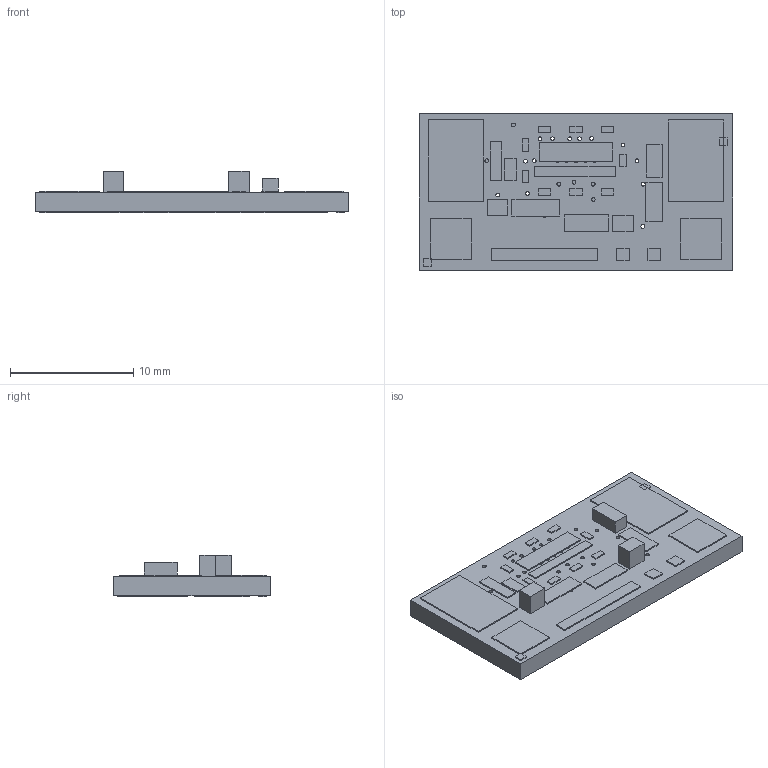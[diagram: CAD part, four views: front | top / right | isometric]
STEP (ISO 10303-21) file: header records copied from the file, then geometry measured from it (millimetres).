
FILE_DESCRIPTION(/* description */ (''),/* implementation_level */ '2;1');
FILE_NAME(/* name */ '4ae2ac61-e854-44fd-8d0e-5610ac9b2bcf.stp',/* time_stamp */ '2022-04-17T10:00:28+00:00',/* author */ (''),/* organization */ (''),/* preprocessor_version */ 'ST-DEVELOPER v18.1',/* originating_system */ 'Autodesk Translation Framework v10.14.0.1471',/* authorisation */ '');
FILE_SCHEMA (('AUTOMOTIVE_DESIGN { 1 0 10303 214 3 1 1 }'));
Length unit declared in the file: millimetre
Products named in the file (31): 4ae2ac61-e854-44fd-8d0e-5610ac9b2bcf; PCB Component; Board; FIDUCIALUFIDUCIAL; 47k; JUMPER-SMT_3_2-NC_TRACE_SILK; Vertical Qwiic Connector; 4.7uF; 1X01_NO_SILK; PWR_LED; RED; VL53L5CX; QWIIC_LOGO_CONNECTOR; #7063; #7064; PWR12; STAND-OFF; #7067; #7068; #7069; VL53L5CX0; TOF1; IMAGER2; #7073; #7074; SFE_LOGO_NAME6_MM; SFE_LOGO_NAME_FLAME8_MM; VL53L5CX_0; 1X04_NO_SILK; #7079; #7080
Assembly tree (44 placements, depth 3):
  4ae2ac61-e854-44fd-8d0e-5610ac9b2bcf
    PCB Component
      Board
      FIDUCIALUFIDUCIAL  x4
      47k  x7
      JUMPER-SMT_3_2-NC_TRACE_SILK
      Vertical Qwiic Connector  x2
      4.7uF  x2
      1X01_NO_SILK  x2
      PWR_LED  x2
      RED
      VL53L5CX
      QWIIC_LOGO_CONNECTOR
      #7063
      #7064
      PWR12
      STAND-OFF  x2
      #7067
      #7068
      #7069
      VL53L5CX0
      TOF1
      IMAGER2
      #7073
      #7074
      SFE_LOGO_NAME6_MM
      SFE_LOGO_NAME_FLAME8_MM
      VL53L5CX_0
      1X04_NO_SILK
      #7079
      #7080
Bounding box: 25.4 x 12.7 x 3.38 mm (x, y, z)
Volume: 503.8 mm3; surface area: 1399.6 mm2
Topology: 43 solids, 43 shells, 298 faces, 636 edges, 424 vertices
Faces by surface type: plane 258, cylinder 40
Full cylindrical faces by diameter (mm): 0.305 x32, 1.016 x6, 3.302 x2
Entity records: 7142 total; most frequent: DIRECTION 1126, CARTESIAN_POINT 1069, ORIENTED_EDGE 936, EDGE_CURVE 468, LINE 388, VECTOR 388, AXIS2_PLACEMENT_3D 369, VERTEX_POINT 312
